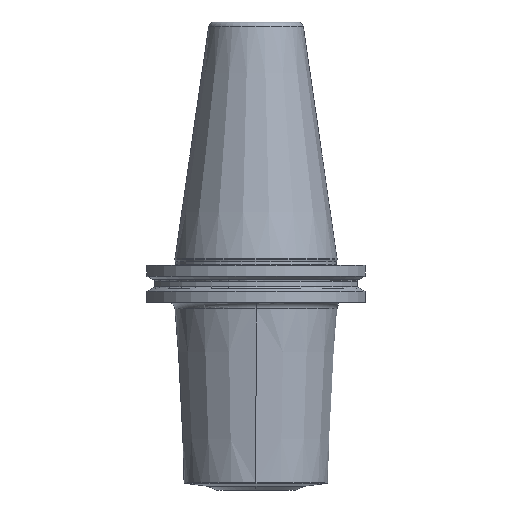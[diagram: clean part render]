
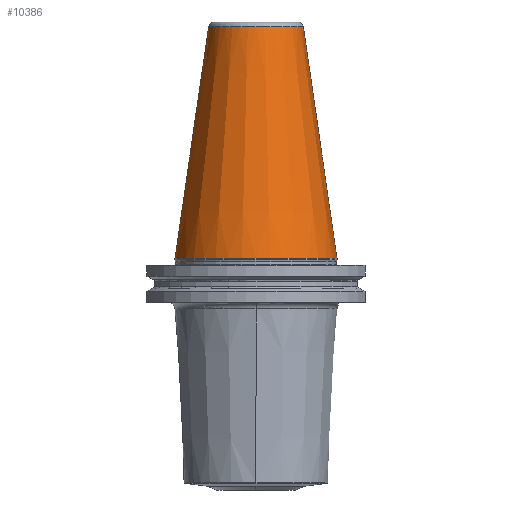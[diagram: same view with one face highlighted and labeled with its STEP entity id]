
A CAD part, front view. The second image highlights one B-rep face of the part: STEP entity #10386.
In plain terms, the highlighted conical face has half-angle 8.3 degrees and reference radius 27.659 mm.
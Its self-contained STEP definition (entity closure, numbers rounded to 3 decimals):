
#5236=CARTESIAN_POINT('',(0.,0.,0.));
#5237=DIRECTION('',(0.,0.,1.));
#5238=DIRECTION('',(-1.,0.,0.));
#5239=AXIS2_PLACEMENT_3D('',#5236,#5237,#5238);
#5252=CARTESIAN_POINT('',(0.,0.,99.611));
#5253=DIRECTION('',(0.,0.,1.));
#5254=DIRECTION('',(-1.,0.,0.));
#5255=AXIS2_PLACEMENT_3D('',#5252,#5253,#5254);
#5444=DIRECTION('',(0.144,0.,0.99));
#5445=VECTOR('',#5444,100.665);
#5446=CARTESIAN_POINT('',(-34.925,0.,0.));
#5447=LINE('',#5446,#5445);
#5459=DIRECTION('',(-0.144,0.,0.99));
#5460=VECTOR('',#5459,100.665);
#5461=CARTESIAN_POINT('',(34.925,0.,0.));
#5462=LINE('',#5461,#5460);
#7091=CARTESIAN_POINT('',(34.925,0.,0.));
#7092=VERTEX_POINT('',#7091);
#7093=CARTESIAN_POINT('',(-34.925,0.,0.));
#7094=VERTEX_POINT('',#7093);
#7271=CARTESIAN_POINT('',(-20.393,0.,99.611));
#7272=CARTESIAN_POINT('',(20.393,0.,99.611));
#7273=VERTEX_POINT('',#7271);
#7274=VERTEX_POINT('',#7272);
#10372=CARTESIAN_POINT('',(0.,0.,49.805));
#10373=DIRECTION('',(0.,0.,-1.));
#10374=DIRECTION('',(-1.,0.,0.));
#10375=AXIS2_PLACEMENT_3D('',#10372,#10373,#10374);
#10376=CONICAL_SURFACE('',#10375,27.659,8.3);
#10378=ORIENTED_EDGE('',*,*,#10377,.T.);
#10380=ORIENTED_EDGE('',*,*,#10379,.F.);
#10381=ORIENTED_EDGE('',*,*,#10367,.F.);
#10383=ORIENTED_EDGE('',*,*,#10382,.T.);
#10384=EDGE_LOOP('',(#10378,#10380,#10381,#10383));
#10385=FACE_OUTER_BOUND('',#10384,.F.);
#5240=CIRCLE('',#5239,34.925);
#5256=CIRCLE('',#5255,20.393);
#10367=EDGE_CURVE('',#7094,#7092,#5240,.T.);
#10377=EDGE_CURVE('',#7273,#7274,#5256,.T.);
#10379=EDGE_CURVE('',#7092,#7274,#5462,.T.);
#10382=EDGE_CURVE('',#7094,#7273,#5447,.T.);
#10386=ADVANCED_FACE('',(#10385),#10376,.T.);
